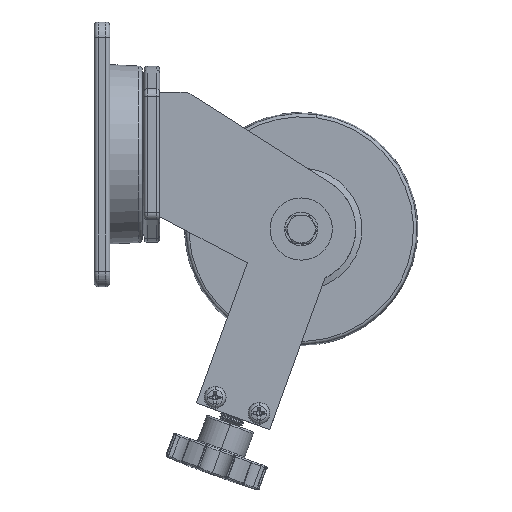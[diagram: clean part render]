
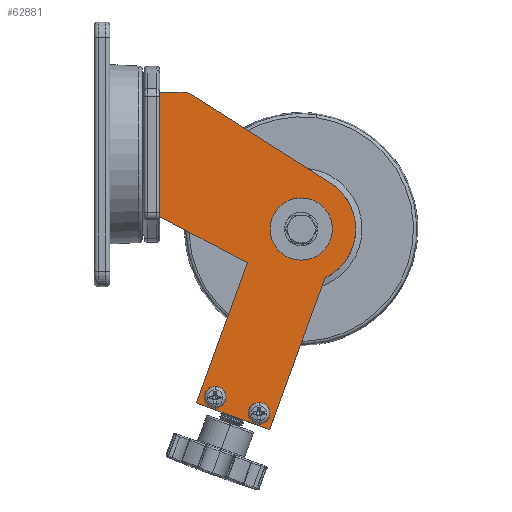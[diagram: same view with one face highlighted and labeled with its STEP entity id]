
A CAD part, left-side view. The second image highlights one B-rep face of the part: STEP entity #62881.
In plain terms, the highlighted planar face has unit normal (-1, 0, 0).
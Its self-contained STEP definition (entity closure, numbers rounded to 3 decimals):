
#130 = DIRECTION ( 'NONE',  ( 0., 0., 1. ) ) ;
#2130 = AXIS2_PLACEMENT_3D ( 'NONE', #11141, #53637, #17269 ) ;
#2271 = CIRCLE ( 'NONE', #73433, 4.25 ) ;
#2476 = VERTEX_POINT ( 'NONE', #10586 ) ;
#2790 = DIRECTION ( 'NONE',  ( -1., 0., 0. ) ) ;
#3324 = DIRECTION ( 'NONE',  ( 0., 0., -1. ) ) ;
#3327 = EDGE_CURVE ( 'NONE', #62566, #15885, #37066, .T. ) ;
#4347 = CARTESIAN_POINT ( 'NONE',  ( -4.5, 0., 40. ) ) ;
#6023 = EDGE_CURVE ( 'NONE', #53100, #12405, #11139, .T. ) ;
#6083 = FACE_BOUND ( 'NONE', #76455, .T. ) ;
#6192 = VERTEX_POINT ( 'NONE', #18289 ) ;
#6276 = ORIENTED_EDGE ( 'NONE', *, *, #75089, .F. ) ;
#7383 = ORIENTED_EDGE ( 'NONE', *, *, #58887, .F. ) ;
#7862 = DIRECTION ( 'NONE',  ( 1., 0., 0. ) ) ;
#8417 = CARTESIAN_POINT ( 'NONE',  ( -4.5, -20.458, 38.434 ) ) ;
#9430 = VERTEX_POINT ( 'NONE', #70215 ) ;
#9474 = LINE ( 'NONE', #4347, #23715 ) ;
#9547 = EDGE_LOOP ( 'NONE', ( #54036, #76050 ) ) ;
#10271 = AXIS2_PLACEMENT_3D ( 'NONE', #76230, #39740, #3324 ) ;
#10326 = CARTESIAN_POINT ( 'NONE',  ( -4.5, -15.085, 40. ) ) ;
#10462 = CARTESIAN_POINT ( 'NONE',  ( -4.5, -18., 40. ) ) ;
#10488 = VERTEX_POINT ( 'NONE', #74129 ) ;
#10508 = DIRECTION ( 'NONE',  ( 0., 0., 1. ) ) ;
#10586 = CARTESIAN_POINT ( 'NONE',  ( -4.5, -63.882, -170.613 ) ) ;
#10816 = EDGE_CURVE ( 'NONE', #12405, #62566, #46772, .T. ) ;
#11096 = AXIS2_PLACEMENT_3D ( 'NONE', #11863, #36531, #130 ) ;
#11107 = CARTESIAN_POINT ( 'NONE',  ( -4.5, -23.729, -159.73 ) ) ;
#11139 = LINE ( 'NONE', #11107, #31087 ) ;
#11141 = CARTESIAN_POINT ( 'NONE',  ( -4.5, -35.691, -156.103 ) ) ;
#11325 = ORIENTED_EDGE ( 'NONE', *, *, #66714, .T. ) ;
#11863 = CARTESIAN_POINT ( 'NONE',  ( -4.5, -91., -48. ) ) ;
#12405 = VERTEX_POINT ( 'NONE', #27238 ) ;
#14472 = ORIENTED_EDGE ( 'NONE', *, *, #10816, .F. ) ;
#14509 = VERTEX_POINT ( 'NONE', #38281 ) ;
#14933 = LINE ( 'NONE', #49241, #77771 ) ;
#15885 = VERTEX_POINT ( 'NONE', #46737 ) ;
#16573 = DIRECTION ( 'NONE',  ( 1., 0., 0. ) ) ;
#17269 = DIRECTION ( 'NONE',  ( 0., 0., -1. ) ) ;
#18289 = CARTESIAN_POINT ( 'NONE',  ( -4.5, -91., -63.2 ) ) ;
#18778 = CARTESIAN_POINT ( 'NONE',  ( -4.5, -91., -48. ) ) ;
#19854 = AXIS2_PLACEMENT_3D ( 'NONE', #67667, #31207, #73772 ) ;
#20923 = VECTOR ( 'NONE', #75027, 1000. ) ;
#22370 = ORIENTED_EDGE ( 'NONE', *, *, #3327, .F. ) ;
#23715 = VECTOR ( 'NONE', #10508, 1000. ) ;
#24846 = DIRECTION ( 'NONE',  ( 0., 0., -1. ) ) ;
#25132 = ORIENTED_EDGE ( 'NONE', *, *, #47022, .F. ) ;
#25140 = EDGE_CURVE ( 'NONE', #15885, #30155, #9474, .T. ) ;
#27238 = CARTESIAN_POINT ( 'NONE',  ( -4.5, -23.729, -159.73 ) ) ;
#27245 = CARTESIAN_POINT ( 'NONE',  ( -4.5, 0., 40. ) ) ;
#27741 = VERTEX_POINT ( 'NONE', #55199 ) ;
#30155 = VERTEX_POINT ( 'NONE', #27245 ) ;
#30420 = PLANE ( 'NONE',  #11096 ) ;
#30738 = CIRCLE ( 'NONE', #2130, 4.25 ) ;
#31087 = VECTOR ( 'NONE', #53592, 1000. ) ;
#31207 = DIRECTION ( 'NONE',  ( 1., 0., 0. ) ) ;
#31922 = ORIENTED_EDGE ( 'NONE', *, *, #51692, .T. ) ;
#32162 = CARTESIAN_POINT ( 'NONE',  ( -4.5, 0., -40. ) ) ;
#34270 = AXIS2_PLACEMENT_3D ( 'NONE', #71099, #34635, #77238 ) ;
#34481 = EDGE_CURVE ( 'NONE', #6192, #59411, #69804, .T. ) ;
#34541 = EDGE_CURVE ( 'NONE', #42712, #2476, #66000, .T. ) ;
#34635 = DIRECTION ( 'NONE',  ( 1., 0., 0. ) ) ;
#34713 = DIRECTION ( 'NONE',  ( 0., -0.342, 0.94 ) ) ;
#36531 = DIRECTION ( 'NONE',  ( -1., 0., 0. ) ) ;
#37066 = LINE ( 'NONE', #32162, #20923 ) ;
#37476 = VERTEX_POINT ( 'NONE', #8417 ) ;
#38281 = CARTESIAN_POINT ( 'NONE',  ( -4.5, -35.691, -160.353 ) ) ;
#38381 = CARTESIAN_POINT ( 'NONE',  ( -4.5, -91., -32.8 ) ) ;
#39213 = CARTESIAN_POINT ( 'NONE',  ( -4.5, -15.085, 30. ) ) ;
#39231 = CARTESIAN_POINT ( 'NONE',  ( -4.5, -56.467, -69.785 ) ) ;
#39740 = DIRECTION ( 'NONE',  ( 1., 0., 0. ) ) ;
#39750 = ORIENTED_EDGE ( 'NONE', *, *, #6023, .F. ) ;
#41030 = VECTOR ( 'NONE', #34713, 1000. ) ;
#42140 = AXIS2_PLACEMENT_3D ( 'NONE', #52936, #16573, #59078 ) ;
#42142 = VERTEX_POINT ( 'NONE', #10326 ) ;
#42712 = VERTEX_POINT ( 'NONE', #77001 ) ;
#44267 = CARTESIAN_POINT ( 'NONE',  ( -4.5, -63.882, -166.363 ) ) ;
#44944 = LINE ( 'NONE', #67398, #59227 ) ;
#45332 = DIRECTION ( 'NONE',  ( 0., 0., 1. ) ) ;
#46171 = CARTESIAN_POINT ( 'NONE',  ( -4.5, -56.467, -69.785 ) ) ;
#46737 = CARTESIAN_POINT ( 'NONE',  ( -4.5, 0., -40. ) ) ;
#46772 = LINE ( 'NONE', #46171, #41030 ) ;
#47022 = EDGE_CURVE ( 'NONE', #9430, #27741, #78785, .T. ) ;
#47210 = VECTOR ( 'NONE', #65216, 1000. ) ;
#49241 = CARTESIAN_POINT ( 'NONE',  ( -4.5, 0., 40. ) ) ;
#50303 = ORIENTED_EDGE ( 'NONE', *, *, #63406, .T. ) ;
#50406 = DIRECTION ( 'NONE',  ( 0., 0., -1. ) ) ;
#50904 = EDGE_CURVE ( 'NONE', #2476, #42712, #2271, .T. ) ;
#51692 = EDGE_CURVE ( 'NONE', #10488, #14509, #30738, .T. ) ;
#51881 = AXIS2_PLACEMENT_3D ( 'NONE', #39213, #2790, #45332 ) ;
#52690 = FACE_BOUND ( 'NONE', #56833, .T. ) ;
#52936 = CARTESIAN_POINT ( 'NONE',  ( -4.5, -91., -48. ) ) ;
#53100 = VERTEX_POINT ( 'NONE', #70726 ) ;
#53592 = DIRECTION ( 'NONE',  ( 0., 0.94, 0.342 ) ) ;
#53637 = DIRECTION ( 'NONE',  ( 1., 0., 0. ) ) ;
#54036 = ORIENTED_EDGE ( 'NONE', *, *, #50904, .T. ) ;
#54600 = FACE_OUTER_BOUND ( 'NONE', #67430, .T. ) ;
#55199 = CARTESIAN_POINT ( 'NONE',  ( -4.5, -106.115, -79.568 ) ) ;
#55388 = DIRECTION ( 'NONE',  ( 0., 0.342, -0.94 ) ) ;
#56833 = EDGE_LOOP ( 'NONE', ( #11325, #31922 ) ) ;
#56893 = EDGE_CURVE ( 'NONE', #37476, #42142, #61754, .T. ) ;
#58343 = CIRCLE ( 'NONE', #42140, 15.2 ) ;
#58887 = EDGE_CURVE ( 'NONE', #30155, #42142, #14933, .T. ) ;
#59078 = DIRECTION ( 'NONE',  ( 0., 0., -1. ) ) ;
#59227 = VECTOR ( 'NONE', #55388, 1000. ) ;
#59411 = VERTEX_POINT ( 'NONE', #38381 ) ;
#59572 = EDGE_CURVE ( 'NONE', #37476, #9430, #63352, .T. ) ;
#59895 = ORIENTED_EDGE ( 'NONE', *, *, #34481, .T. ) ;
#61297 = DIRECTION ( 'NONE',  ( 1., 0., 0. ) ) ;
#61754 = CIRCLE ( 'NONE', #51881, 10. ) ;
#62566 = VERTEX_POINT ( 'NONE', #39231 ) ;
#62881 = ADVANCED_FACE ( 'NONE', ( #68909, #52690, #54600, #6083 ), #30420, .T. ) ;
#63352 = LINE ( 'NONE', #10462, #47210 ) ;
#63406 = EDGE_CURVE ( 'NONE', #59411, #6192, #58343, .T. ) ;
#65216 = DIRECTION ( 'NONE',  ( 0., -0.843, -0.537 ) ) ;
#65322 = ORIENTED_EDGE ( 'NONE', *, *, #56893, .T. ) ;
#66000 = CIRCLE ( 'NONE', #19854, 4.25 ) ;
#66706 = CIRCLE ( 'NONE', #10271, 4.25 ) ;
#66714 = EDGE_CURVE ( 'NONE', #14509, #10488, #66706, .T. ) ;
#67048 = ORIENTED_EDGE ( 'NONE', *, *, #25140, .F. ) ;
#67398 = CARTESIAN_POINT ( 'NONE',  ( -4.5, -70.714, -176.831 ) ) ;
#67430 = EDGE_LOOP ( 'NONE', ( #72804, #65322, #7383, #67048, #22370, #14472, #39750, #6276, #25132 ) ) ;
#67601 = DIRECTION ( 'NONE',  ( 0., -1., 0. ) ) ;
#67667 = CARTESIAN_POINT ( 'NONE',  ( -4.5, -63.882, -166.363 ) ) ;
#68909 = FACE_BOUND ( 'NONE', #9547, .T. ) ;
#69804 = CIRCLE ( 'NONE', #74348, 15.2 ) ;
#70215 = CARTESIAN_POINT ( 'NONE',  ( -4.5, -109.804, -18.481 ) ) ;
#70726 = CARTESIAN_POINT ( 'NONE',  ( -4.5, -70.714, -176.831 ) ) ;
#71099 = CARTESIAN_POINT ( 'NONE',  ( -4.5, -91., -48. ) ) ;
#72804 = ORIENTED_EDGE ( 'NONE', *, *, #59572, .F. ) ;
#73433 = AXIS2_PLACEMENT_3D ( 'NONE', #44267, #7862, #50406 ) ;
#73772 = DIRECTION ( 'NONE',  ( 0., 0., -1. ) ) ;
#74129 = CARTESIAN_POINT ( 'NONE',  ( -4.5, -35.691, -151.853 ) ) ;
#74348 = AXIS2_PLACEMENT_3D ( 'NONE', #18778, #61297, #24846 ) ;
#75027 = DIRECTION ( 'NONE',  ( 0., 0.884, 0.467 ) ) ;
#75089 = EDGE_CURVE ( 'NONE', #27741, #53100, #44944, .T. ) ;
#76050 = ORIENTED_EDGE ( 'NONE', *, *, #34541, .T. ) ;
#76230 = CARTESIAN_POINT ( 'NONE',  ( -4.5, -35.691, -156.103 ) ) ;
#76455 = EDGE_LOOP ( 'NONE', ( #50303, #59895 ) ) ;
#77001 = CARTESIAN_POINT ( 'NONE',  ( -4.5, -63.882, -162.113 ) ) ;
#77238 = DIRECTION ( 'NONE',  ( 0., 0., 1. ) ) ;
#77771 = VECTOR ( 'NONE', #67601, 1000. ) ;
#78785 = CIRCLE ( 'NONE', #34270, 35. ) ;
